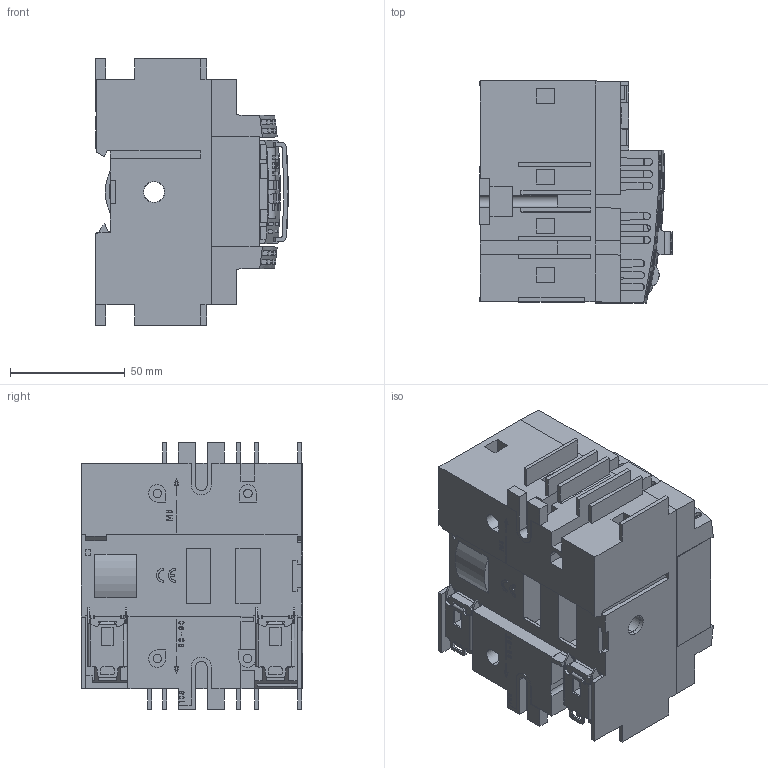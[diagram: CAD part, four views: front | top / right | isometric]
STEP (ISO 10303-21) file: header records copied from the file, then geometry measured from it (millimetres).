
FILE_DESCRIPTION (( 'STEP AP214' ), '1' );
FILE_NAME ('37103003.step', '2016-05-09T12:22:59', ( '' ), ( '' ), 'SwSTEP 2.0', 'SolidWorks 2015', '' );
FILE_SCHEMA (( 'AUTOMOTIVE_DESIGN' ));
Length unit declared in the file: inch
Products named in the file (1): 37103003
Bounding box: 83.79 x 96.51 x 116 mm (x, y, z)
Volume: 526695.8 mm3; surface area: 114908.4 mm2
Topology: 1 solids, 1 shells, 2010 faces, 6062 edges, 4023 vertices
Faces by surface type: plane 1733, cylinder 167, bspline 94, cone 16
Entity records: 73316 total; most frequent: CARTESIAN_POINT 19297, ORIENTED_EDGE 12124, DIRECTION 9480, EDGE_CURVE 6062, LINE 4924, VECTOR 4924, VERTEX_POINT 4023, AXIS2_PLACEMENT_3D 2278
